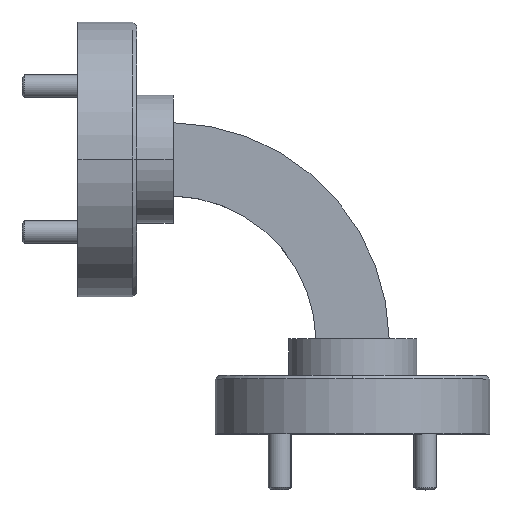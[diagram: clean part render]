
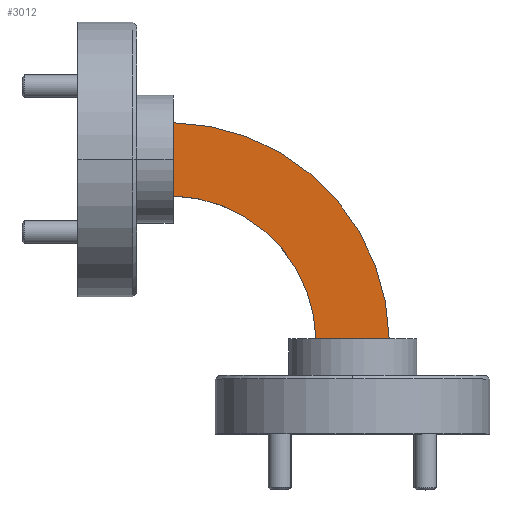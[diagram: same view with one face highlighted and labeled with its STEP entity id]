
A CAD part, top view. The second image highlights one B-rep face of the part: STEP entity #3012.
In plain terms, the highlighted planar face has unit normal (0, 0, 1).
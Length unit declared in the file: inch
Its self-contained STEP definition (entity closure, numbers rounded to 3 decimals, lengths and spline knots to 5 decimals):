
#47 = AXIS2_PLACEMENT_3D ( 'NONE', #1490, #3588, #2924 ) ;
#199 = DIRECTION ( 'NONE',  ( 0., 0., 1. ) ) ;
#420 = LINE ( 'NONE', #2176, #2668 ) ;
#598 = PLANE ( 'NONE',  #4236 ) ;
#627 = CIRCLE ( 'NONE', #2424, 0.4 ) ;
#923 = CARTESIAN_POINT ( 'NONE',  ( 0.26, 0.09992, 0.065 ) ) ;
#989 = ORIENTED_EDGE ( 'NONE', *, *, #3801, .F. ) ;
#1490 = CARTESIAN_POINT ( 'NONE',  ( 0.25, -0.5, 0.065 ) ) ;
#1574 = CARTESIAN_POINT ( 'NONE',  ( 0.25, -0.5, 0.065 ) ) ;
#1620 = ORIENTED_EDGE ( 'NONE', *, *, #1878, .F. ) ;
#1697 = VERTEX_POINT ( 'NONE', #923 ) ;
#1753 = CARTESIAN_POINT ( 'NONE',  ( 0.25, -0.49, 0.065 ) ) ;
#1829 = CARTESIAN_POINT ( 'NONE',  ( 0.84992, -0.49, 0.065 ) ) ;
#1878 = EDGE_CURVE ( 'NONE', #2883, #2365, #2083, .T. ) ;
#1891 = CARTESIAN_POINT ( 'NONE',  ( 0.64987, -0.49, 0.065 ) ) ;
#1943 = CARTESIAN_POINT ( 'NONE',  ( 0.25, -0.1, 0.065 ) ) ;
#2003 = FACE_OUTER_BOUND ( 'NONE', #3344, .T. ) ;
#2083 = LINE ( 'NONE', #1753, #3859 ) ;
#2176 = CARTESIAN_POINT ( 'NONE',  ( 0.26, -0.1, 0.065 ) ) ;
#2204 = EDGE_CURVE ( 'NONE', #1697, #2883, #3759, .T. ) ;
#2365 = VERTEX_POINT ( 'NONE', #1891 ) ;
#2424 = AXIS2_PLACEMENT_3D ( 'NONE', #1574, #2660, #4074 ) ;
#2660 = DIRECTION ( 'NONE',  ( 0., 0., -1. ) ) ;
#2668 = VECTOR ( 'NONE', #3240, 39.37008 ) ;
#2693 = CARTESIAN_POINT ( 'NONE',  ( 0.26, -0.10013, 0.065 ) ) ;
#2883 = VERTEX_POINT ( 'NONE', #1829 ) ;
#2924 = DIRECTION ( 'NONE',  ( -1., 0., 0. ) ) ;
#3012 = ADVANCED_FACE ( 'NONE', ( #2003 ), #598, .T. ) ;
#3028 = VERTEX_POINT ( 'NONE', #2693 ) ;
#3240 = DIRECTION ( 'NONE',  ( 0., 1., 0. ) ) ;
#3300 = ORIENTED_EDGE ( 'NONE', *, *, #2204, .F. ) ;
#3344 = EDGE_LOOP ( 'NONE', ( #989, #3517, #1620, #3300 ) ) ;
#3366 = DIRECTION ( 'NONE',  ( 1., 0., 0. ) ) ;
#3517 = ORIENTED_EDGE ( 'NONE', *, *, #3896, .T. ) ;
#3588 = DIRECTION ( 'NONE',  ( 0., 0., -1. ) ) ;
#3759 = CIRCLE ( 'NONE', #47, 0.6 ) ;
#3801 = EDGE_CURVE ( 'NONE', #3028, #1697, #420, .T. ) ;
#3859 = VECTOR ( 'NONE', #4565, 39.37008 ) ;
#3896 = EDGE_CURVE ( 'NONE', #3028, #2365, #627, .T. ) ;
#4074 = DIRECTION ( 'NONE',  ( -1., 0., 0. ) ) ;
#4236 = AXIS2_PLACEMENT_3D ( 'NONE', #1943, #199, #3366 ) ;
#4565 = DIRECTION ( 'NONE',  ( -1., 0., 0. ) ) ;
